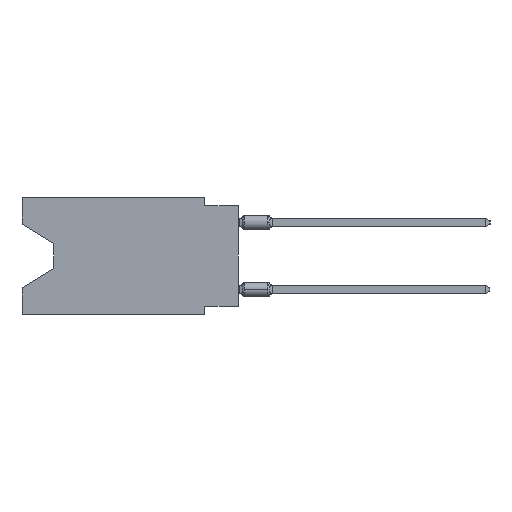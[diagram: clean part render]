
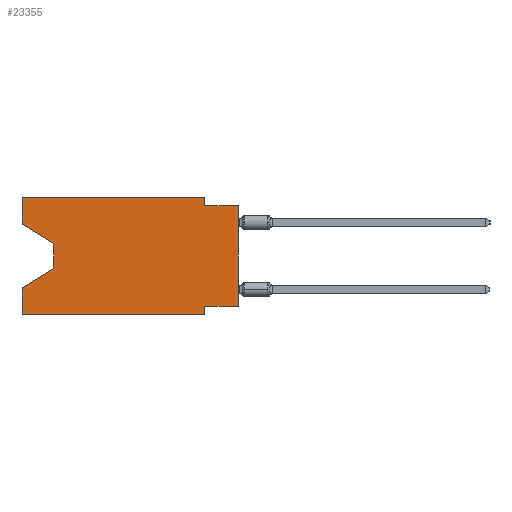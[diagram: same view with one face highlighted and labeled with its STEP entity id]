
A CAD part, left-side view. The second image highlights one B-rep face of the part: STEP entity #23355.
In plain terms, the highlighted planar face has unit normal (-1, 0, 0).
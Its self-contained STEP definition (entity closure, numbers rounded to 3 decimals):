
#264 = EDGE_CURVE ( 'NONE', #38977, #9033, #20823, .T. ) ;
#760 = EDGE_CURVE ( 'NONE', #38977, #1991, #66724, .T. ) ;
#1268 = LINE ( 'NONE', #34612, #46817 ) ;
#1991 = VERTEX_POINT ( 'NONE', #35133 ) ;
#2812 = AXIS2_PLACEMENT_3D ( 'NONE', #21319, #15538, #58096 ) ;
#3332 = VERTEX_POINT ( 'NONE', #66785 ) ;
#3597 = LINE ( 'NONE', #8724, #17751 ) ;
#4666 = ORIENTED_EDGE ( 'NONE', *, *, #46906, .T. ) ;
#4817 = VERTEX_POINT ( 'NONE', #44575 ) ;
#4983 = LINE ( 'NONE', #10444, #7031 ) ;
#5652 = EDGE_CURVE ( 'NONE', #9033, #56989, #4983, .T. ) ;
#7031 = VECTOR ( 'NONE', #9768, 1000. ) ;
#7062 = VERTEX_POINT ( 'NONE', #47319 ) ;
#7361 = VECTOR ( 'NONE', #13277, 1000. ) ;
#7513 = CARTESIAN_POINT ( 'NONE',  ( 0., 2.54, 0. ) ) ;
#8132 = CARTESIAN_POINT ( 'NONE',  ( 0., 16.383, -6.852 ) ) ;
#8723 = DIRECTION ( 'NONE',  ( 0., -1., 0. ) ) ;
#8724 = CARTESIAN_POINT ( 'NONE',  ( 0., 13.97, -5.385 ) ) ;
#8823 = DIRECTION ( 'NONE',  ( 0., -1., 0. ) ) ;
#9033 = VERTEX_POINT ( 'NONE', #20200 ) ;
#9499 = CARTESIAN_POINT ( 'NONE',  ( 0., 16.383, 0. ) ) ;
#9697 = VERTEX_POINT ( 'NONE', #47768 ) ;
#9768 = DIRECTION ( 'NONE',  ( 0., 0., -1. ) ) ;
#10444 = CARTESIAN_POINT ( 'NONE',  ( 0., 2.54, -8.89 ) ) ;
#11767 = DIRECTION ( 'NONE',  ( 0., 0., 1. ) ) ;
#12482 = ORIENTED_EDGE ( 'NONE', *, *, #28034, .F. ) ;
#12509 = ORIENTED_EDGE ( 'NONE', *, *, #13378, .T. ) ;
#13277 = DIRECTION ( 'NONE',  ( 0., 0., 1. ) ) ;
#13378 = EDGE_CURVE ( 'NONE', #32224, #19233, #42318, .T. ) ;
#14025 = CARTESIAN_POINT ( 'NONE',  ( 0., 13.97, -5.385 ) ) ;
#14272 = LINE ( 'NONE', #9499, #49300 ) ;
#15538 = DIRECTION ( 'NONE',  ( 1., 0., 0. ) ) ;
#16346 = EDGE_LOOP ( 'NONE', ( #4666, #12509, #41022, #21042, #19620, #36075, #62745, #52392, #36172, #50230, #59245, #12482 ) ) ;
#16892 = PLANE ( 'NONE',  #2812 ) ;
#17751 = VECTOR ( 'NONE', #60496, 1000. ) ;
#18723 = VECTOR ( 'NONE', #30624, 1000. ) ;
#19233 = VERTEX_POINT ( 'NONE', #14025 ) ;
#19620 = ORIENTED_EDGE ( 'NONE', *, *, #28125, .T. ) ;
#20200 = CARTESIAN_POINT ( 'NONE',  ( 0., 2.54, -8.255 ) ) ;
#20823 = LINE ( 'NONE', #29101, #35012 ) ;
#21042 = ORIENTED_EDGE ( 'NONE', *, *, #62130, .F. ) ;
#21319 = CARTESIAN_POINT ( 'NONE',  ( 0., 16.383, 0. ) ) ;
#21853 = CARTESIAN_POINT ( 'NONE',  ( 0., 16.383, -2.038 ) ) ;
#23355 = ADVANCED_FACE ( 'NONE', ( #37328 ), #16892, .F. ) ;
#23468 = CARTESIAN_POINT ( 'NONE',  ( 0., 2.54, -8.89 ) ) ;
#23869 = CARTESIAN_POINT ( 'NONE',  ( 0., 13.97, -3.505 ) ) ;
#25599 = DIRECTION ( 'NONE',  ( 0., 1., 0. ) ) ;
#26772 = EDGE_CURVE ( 'NONE', #53379, #3332, #54191, .T. ) ;
#28034 = EDGE_CURVE ( 'NONE', #9697, #7062, #43606, .T. ) ;
#28125 = EDGE_CURVE ( 'NONE', #4817, #56989, #45946, .T. ) ;
#29101 = CARTESIAN_POINT ( 'NONE',  ( 0., 0., -8.255 ) ) ;
#30399 = VECTOR ( 'NONE', #48428, 1000. ) ;
#30426 = VECTOR ( 'NONE', #43287, 1000. ) ;
#30624 = DIRECTION ( 'NONE',  ( 0., 0., 1. ) ) ;
#30972 = CARTESIAN_POINT ( 'NONE',  ( 0., 16.383, -8.89 ) ) ;
#32224 = VERTEX_POINT ( 'NONE', #23869 ) ;
#33968 = VERTEX_POINT ( 'NONE', #8132 ) ;
#34367 = EDGE_CURVE ( 'NONE', #19233, #33968, #3597, .T. ) ;
#34612 = CARTESIAN_POINT ( 'NONE',  ( 0., 0., -0.635 ) ) ;
#35012 = VECTOR ( 'NONE', #25599, 1000. ) ;
#35133 = CARTESIAN_POINT ( 'NONE',  ( 0., 0., -0.635 ) ) ;
#36075 = ORIENTED_EDGE ( 'NONE', *, *, #5652, .F. ) ;
#36172 = ORIENTED_EDGE ( 'NONE', *, *, #57430, .F. ) ;
#36981 = CARTESIAN_POINT ( 'NONE',  ( 0., 16.383, 0. ) ) ;
#37328 = FACE_OUTER_BOUND ( 'NONE', #16346, .T. ) ;
#38977 = VERTEX_POINT ( 'NONE', #54420 ) ;
#41022 = ORIENTED_EDGE ( 'NONE', *, *, #34367, .T. ) ;
#42318 = LINE ( 'NONE', #63101, #30399 ) ;
#43287 = DIRECTION ( 'NONE',  ( 0., -0.855, -0.519 ) ) ;
#43606 = LINE ( 'NONE', #49720, #7361 ) ;
#44575 = CARTESIAN_POINT ( 'NONE',  ( 0., 16.383, -8.89 ) ) ;
#45050 = CARTESIAN_POINT ( 'NONE',  ( 0., 2.54, 0. ) ) ;
#45946 = LINE ( 'NONE', #30972, #62911 ) ;
#46294 = DIRECTION ( 'NONE',  ( 0., -1., 0. ) ) ;
#46817 = VECTOR ( 'NONE', #8723, 1000. ) ;
#46906 = EDGE_CURVE ( 'NONE', #9697, #32224, #62744, .T. ) ;
#47319 = CARTESIAN_POINT ( 'NONE',  ( 0., 16.383, 0. ) ) ;
#47768 = CARTESIAN_POINT ( 'NONE',  ( 0., 16.383, -2.038 ) ) ;
#48428 = DIRECTION ( 'NONE',  ( 0., 0., -1. ) ) ;
#49300 = VECTOR ( 'NONE', #8823, 1000. ) ;
#49413 = DIRECTION ( 'NONE',  ( 0., 0., -1. ) ) ;
#49720 = CARTESIAN_POINT ( 'NONE',  ( 0., 16.383, 0. ) ) ;
#50230 = ORIENTED_EDGE ( 'NONE', *, *, #26772, .F. ) ;
#52392 = ORIENTED_EDGE ( 'NONE', *, *, #760, .T. ) ;
#53379 = VERTEX_POINT ( 'NONE', #45050 ) ;
#54191 = LINE ( 'NONE', #7513, #61651 ) ;
#54420 = CARTESIAN_POINT ( 'NONE',  ( 0., 0., -8.255 ) ) ;
#56989 = VERTEX_POINT ( 'NONE', #23468 ) ;
#57011 = VECTOR ( 'NONE', #11767, 1000. ) ;
#57430 = EDGE_CURVE ( 'NONE', #3332, #1991, #1268, .T. ) ;
#58096 = DIRECTION ( 'NONE',  ( 0., 0., -1. ) ) ;
#58436 = LINE ( 'NONE', #36981, #57011 ) ;
#59245 = ORIENTED_EDGE ( 'NONE', *, *, #61509, .F. ) ;
#60496 = DIRECTION ( 'NONE',  ( 0., 0.855, -0.519 ) ) ;
#61509 = EDGE_CURVE ( 'NONE', #7062, #53379, #14272, .T. ) ;
#61620 = CARTESIAN_POINT ( 'NONE',  ( 0., 0., 0. ) ) ;
#61651 = VECTOR ( 'NONE', #49413, 1000. ) ;
#62130 = EDGE_CURVE ( 'NONE', #4817, #33968, #58436, .T. ) ;
#62744 = LINE ( 'NONE', #21853, #30426 ) ;
#62745 = ORIENTED_EDGE ( 'NONE', *, *, #264, .F. ) ;
#62911 = VECTOR ( 'NONE', #46294, 1000. ) ;
#63101 = CARTESIAN_POINT ( 'NONE',  ( 0., 13.97, -3.505 ) ) ;
#66724 = LINE ( 'NONE', #61620, #18723 ) ;
#66785 = CARTESIAN_POINT ( 'NONE',  ( 0., 2.54, -0.635 ) ) ;
